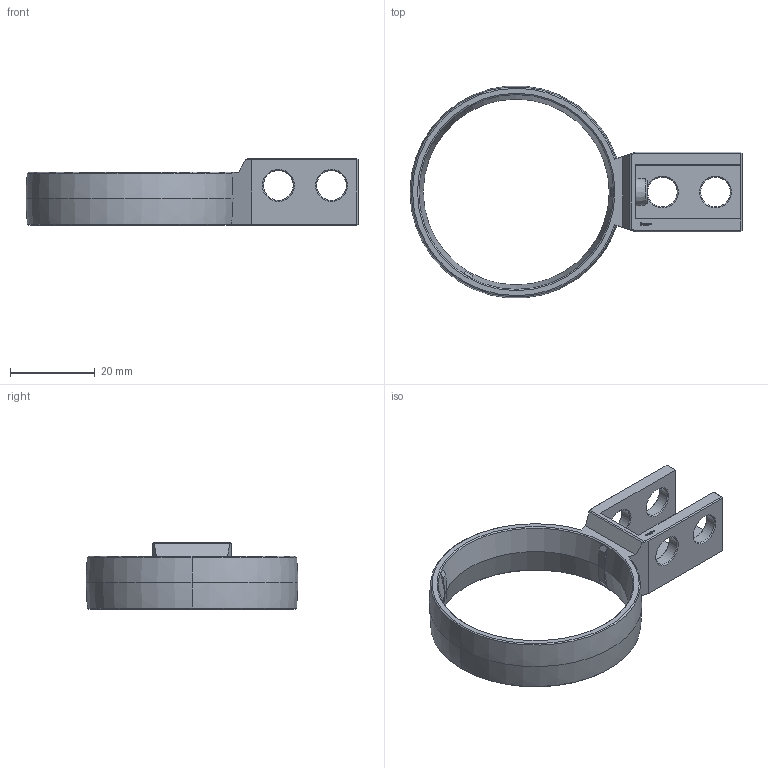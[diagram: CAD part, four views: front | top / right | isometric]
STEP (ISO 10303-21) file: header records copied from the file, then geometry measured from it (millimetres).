
FILE_DESCRIPTION(('FreeCAD Model'),'2;1');
FILE_NAME('Open CASCADE Shape Model','2023-11-13T00:37:37',(''),(''), 'Open CASCADE STEP processor 7.6','FreeCAD','Unknown');
FILE_SCHEMA(('AUTOMOTIVE_DESIGN { 1 0 10303 214 1 1 1 1 }'));
Length unit declared in the file: millimetre
Products named in the file (1): Holder Loop Sphere INR-DIA BU03.50x02.00x01.50x01.25 - SPN-HLD-0014 
(stemfie.org)
Bounding box: 78.12 x 49.85 x 15.62 mm (x, y, z)
Volume: 8155.1 mm3; surface area: 6851.6 mm2
Topology: 1 solids, 1 shells, 521 faces, 1428 edges, 936 vertices
Faces by surface type: plane 375, extrusion 114, cone 22, cylinder 6, revolution 4
Full cylindrical faces by diameter (mm): 7 x6
Entity records: 35006 total; most frequent: CARTESIAN_POINT 7166, DIRECTION 4750, VECTOR 3717, LINE 3603, ORIENTED_EDGE 2832, PCURVE 2832, DEFINITIONAL_REPRESENTATION 2832, EDGE_CURVE 1416
